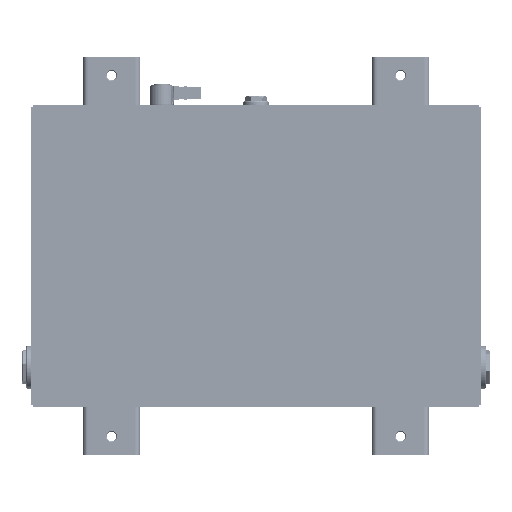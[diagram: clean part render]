
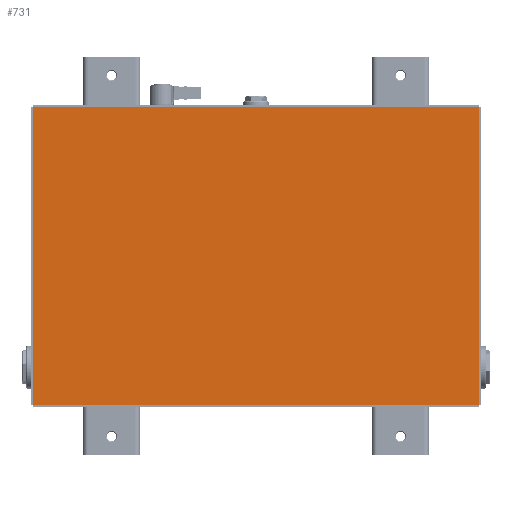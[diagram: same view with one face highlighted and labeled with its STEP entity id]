
A CAD part, front view. The second image highlights one B-rep face of the part: STEP entity #731.
In plain terms, the highlighted free-form (B-spline) face has degree [1, 1] with [2, 2] control points.
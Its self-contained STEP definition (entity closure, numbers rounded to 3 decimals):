
#611 = EDGE_CURVE('',#612,#614,#616,.T.);
#612 = VERTEX_POINT('',#613);
#613 = CARTESIAN_POINT('',(-296.931,-115.632,904.282)
  );
#614 = VERTEX_POINT('',#615);
#615 = CARTESIAN_POINT('',(-296.931,-115.632,
    1265.452));
#616 = B_SPLINE_CURVE_WITH_KNOTS('',1,(#617,#618),.UNSPECIFIED.,.F.,.F.,
  (2,2),(-400.,-0.),.PIECEWISE_BEZIER_KNOTS.);
#617 = CARTESIAN_POINT('',(-296.931,-115.632,904.282)
  );
#618 = CARTESIAN_POINT('',(-296.931,-115.632,
    1265.452));
#647 = EDGE_CURVE('',#614,#648,#650,.T.);
#648 = VERTEX_POINT('',#649);
#649 = CARTESIAN_POINT('',(244.826,-115.632,
    1265.452));
#650 = B_SPLINE_CURVE_WITH_KNOTS('',1,(#651,#652),.UNSPECIFIED.,.F.,.F.,
  (2,2),(0.,600.),.PIECEWISE_BEZIER_KNOTS.);
#651 = CARTESIAN_POINT('',(-296.931,-115.632,
    1265.452));
#652 = CARTESIAN_POINT('',(244.826,-115.632,
    1265.452));
#675 = EDGE_CURVE('',#648,#676,#678,.T.);
#676 = VERTEX_POINT('',#677);
#677 = CARTESIAN_POINT('',(244.826,-115.632,904.282)
  );
#678 = B_SPLINE_CURVE_WITH_KNOTS('',1,(#679,#680),.UNSPECIFIED.,.F.,.F.,
  (2,2),(0.,400.),.PIECEWISE_BEZIER_KNOTS.);
#679 = CARTESIAN_POINT('',(244.826,-115.632,
    1265.452));
#680 = CARTESIAN_POINT('',(244.826,-115.632,904.282)
  );
#703 = EDGE_CURVE('',#676,#612,#704,.T.);
#704 = B_SPLINE_CURVE_WITH_KNOTS('',1,(#705,#706),.UNSPECIFIED.,.F.,.F.,
  (2,2),(-600.,-0.),.PIECEWISE_BEZIER_KNOTS.);
#705 = CARTESIAN_POINT('',(244.826,-115.632,904.282)
  );
#706 = CARTESIAN_POINT('',(-296.931,-115.632,904.282)
  );
#731 = ADVANCED_FACE('',(#732),#738,.T.);
#732 = FACE_BOUND('',#733,.T.);
#733 = EDGE_LOOP('',(#734,#735,#736,#737));
#734 = ORIENTED_EDGE('',*,*,#611,.F.);
#735 = ORIENTED_EDGE('',*,*,#703,.F.);
#736 = ORIENTED_EDGE('',*,*,#675,.F.);
#737 = ORIENTED_EDGE('',*,*,#647,.F.);
#738 = B_SPLINE_SURFACE_WITH_KNOTS('',1,1,(
    (#739,#740)
    ,(#741,#742
    )),.UNSPECIFIED.,.F.,.F.,.F.,(2,2),(2,2),(-600.,0.),(0.,400.),
  .PIECEWISE_BEZIER_KNOTS.);
#739 = CARTESIAN_POINT('',(244.826,-115.632,
    1265.452));
#740 = CARTESIAN_POINT('',(244.826,-115.632,904.282)
  );
#741 = CARTESIAN_POINT('',(-296.931,-115.632,
    1265.452));
#742 = CARTESIAN_POINT('',(-296.931,-115.632,904.282)
  );
